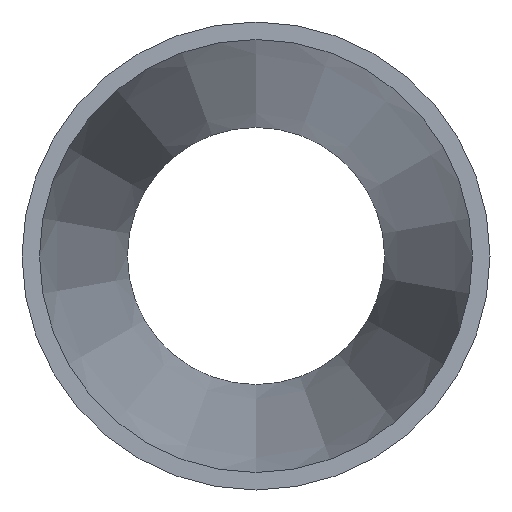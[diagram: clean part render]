
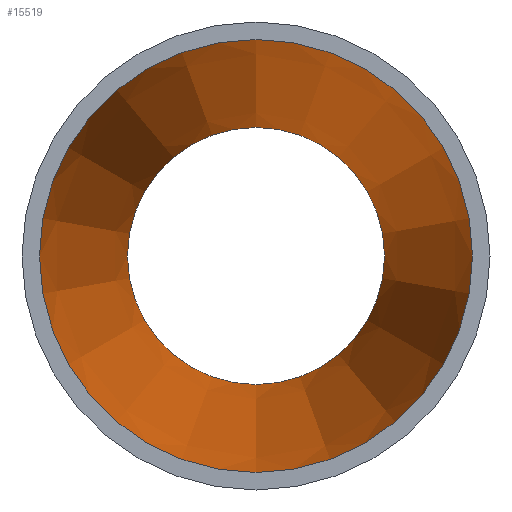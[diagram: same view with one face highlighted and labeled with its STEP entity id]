
A CAD part, front view. The second image highlights one B-rep face of the part: STEP entity #15519.
In plain terms, the highlighted conical face has half-angle 7.607 degrees and reference radius 24.982 mm.
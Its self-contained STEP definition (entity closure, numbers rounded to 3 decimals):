
#2419 = CARTESIAN_POINT ( 'NONE',  ( 0., 76., -14.832 ) ) ;
#2650 = AXIS2_PLACEMENT_3D ( 'NONE', #11161, #16395, #21936 ) ;
#5093 = CARTESIAN_POINT ( 'NONE',  ( 0., 76., 0. ) ) ;
#6217 = ORIENTED_EDGE ( 'NONE', *, *, #16572, .F. ) ;
#8131 = EDGE_LOOP ( 'NONE', ( #20715 ) ) ;
#8674 = DIRECTION ( 'NONE',  ( 0., 0., -1. ) ) ;
#8970 = EDGE_CURVE ( 'NONE', #18467, #18467, #16363, .T. ) ;
#10204 = CIRCLE ( 'NONE', #21319, 14.832 ) ;
#11161 = CARTESIAN_POINT ( 'NONE',  ( 0., 0., 0. ) ) ;
#11986 = DIRECTION ( 'NONE',  ( 0., -1., 0. ) ) ;
#13121 = VERTEX_POINT ( 'NONE', #2419 ) ;
#14259 = FACE_OUTER_BOUND ( 'NONE', #8131, .T. ) ;
#15519 = ADVANCED_FACE ( 'NONE', ( #17534, #14259 ), #17614, .F. ) ;
#15901 = DIRECTION ( 'NONE',  ( 0., -1., 0. ) ) ;
#16363 = CIRCLE ( 'NONE', #2650, 24.982 ) ;
#16395 = DIRECTION ( 'NONE',  ( 0., -1., 0. ) ) ;
#16572 = EDGE_CURVE ( 'NONE', #13121, #13121, #10204, .T. ) ;
#16715 = CARTESIAN_POINT ( 'NONE',  ( 0., 0., -24.982 ) ) ;
#16858 = AXIS2_PLACEMENT_3D ( 'NONE', #21103, #15901, #8674 ) ;
#17534 = FACE_BOUND ( 'NONE', #18198, .T. ) ;
#17614 = CONICAL_SURFACE ( 'NONE', #16858, 24.982, 0.133 ) ;
#18198 = EDGE_LOOP ( 'NONE', ( #6217 ) ) ;
#18467 = VERTEX_POINT ( 'NONE', #16715 ) ;
#20715 = ORIENTED_EDGE ( 'NONE', *, *, #8970, .T. ) ;
#21103 = CARTESIAN_POINT ( 'NONE',  ( 0., 0., 0. ) ) ;
#21319 = AXIS2_PLACEMENT_3D ( 'NONE', #5093, #11986, #22620 ) ;
#21936 = DIRECTION ( 'NONE',  ( 0., 0., -1. ) ) ;
#22620 = DIRECTION ( 'NONE',  ( 0., 0., -1. ) ) ;
